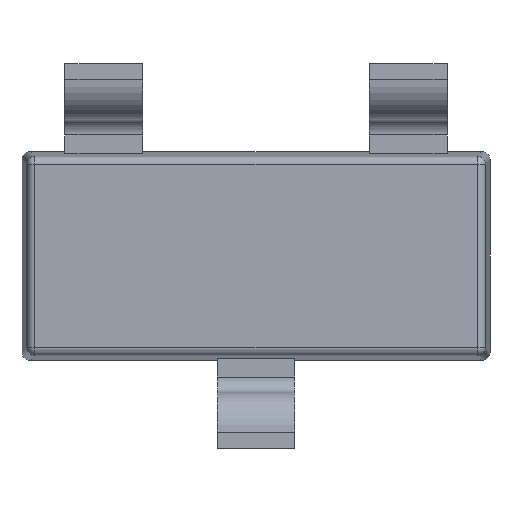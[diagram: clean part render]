
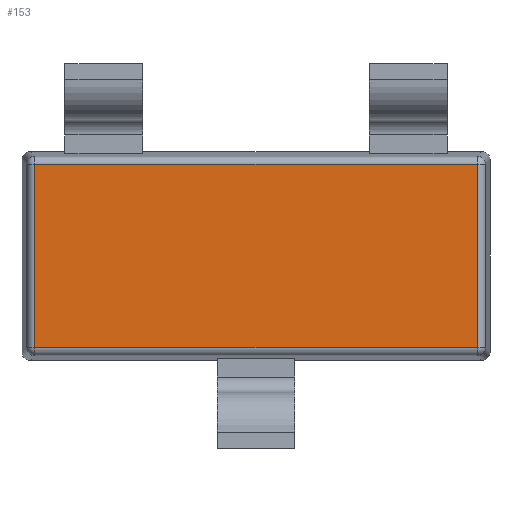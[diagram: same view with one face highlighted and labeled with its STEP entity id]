
A CAD part, front view. The second image highlights one B-rep face of the part: STEP entity #153.
In plain terms, the highlighted planar face has unit normal (0, -1, 0).
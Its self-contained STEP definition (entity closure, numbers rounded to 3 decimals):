
#22 = DIRECTION ( 'NONE',  ( 0., 0., 1. ) ) ;
#32 = CARTESIAN_POINT ( 'NONE',  ( 0., -0.45, 0. ) ) ;
#60 = VERTEX_POINT ( 'NONE', #494 ) ;
#93 = CARTESIAN_POINT ( 'NONE',  ( 1.382, -0.45, 0.572 ) ) ;
#153 = ADVANCED_FACE ( 'NONE', ( #2177 ), #1689, .F. ) ;
#317 = CARTESIAN_POINT ( 'NONE',  ( 1.382, -0.45, 0.619 ) ) ;
#319 = DIRECTION ( 'NONE',  ( 0., 0., -1. ) ) ;
#377 = VECTOR ( 'NONE', #957, 1000. ) ;
#403 = VECTOR ( 'NONE', #319, 1000. ) ;
#428 = VERTEX_POINT ( 'NONE', #93 ) ;
#452 = LINE ( 'NONE', #624, #403 ) ;
#494 = CARTESIAN_POINT ( 'NONE',  ( -1.382, -0.45, 0.572 ) ) ;
#507 = EDGE_CURVE ( 'NONE', #60, #1224, #452, .T. ) ;
#570 = EDGE_CURVE ( 'NONE', #1224, #1609, #614, .T. ) ;
#614 = LINE ( 'NONE', #826, #1212 ) ;
#624 = CARTESIAN_POINT ( 'NONE',  ( -1.382, -0.45, -0.619 ) ) ;
#698 = CARTESIAN_POINT ( 'NONE',  ( -1.382, -0.45, -0.572 ) ) ;
#826 = CARTESIAN_POINT ( 'NONE',  ( 1.429, -0.45, -0.572 ) ) ;
#837 = LINE ( 'NONE', #317, #377 ) ;
#951 = CARTESIAN_POINT ( 'NONE',  ( -1.429, -0.45, 0.572 ) ) ;
#957 = DIRECTION ( 'NONE',  ( 0., 0., 1. ) ) ;
#979 = EDGE_CURVE ( 'NONE', #428, #60, #1970, .T. ) ;
#1046 = DIRECTION ( 'NONE',  ( 0., 1., 0. ) ) ;
#1067 = AXIS2_PLACEMENT_3D ( 'NONE', #32, #1046, #22 ) ;
#1093 = EDGE_CURVE ( 'NONE', #1609, #428, #837, .T. ) ;
#1212 = VECTOR ( 'NONE', #1489, 1000. ) ;
#1223 = EDGE_LOOP ( 'NONE', ( #2155, #2010, #2028, #1914 ) ) ;
#1224 = VERTEX_POINT ( 'NONE', #698 ) ;
#1489 = DIRECTION ( 'NONE',  ( 1., 0., 0. ) ) ;
#1609 = VERTEX_POINT ( 'NONE', #1975 ) ;
#1689 = PLANE ( 'NONE',  #1067 ) ;
#1778 = DIRECTION ( 'NONE',  ( -1., 0., 0. ) ) ;
#1914 = ORIENTED_EDGE ( 'NONE', *, *, #570, .T. ) ;
#1970 = LINE ( 'NONE', #951, #2040 ) ;
#1975 = CARTESIAN_POINT ( 'NONE',  ( 1.382, -0.45, -0.572 ) ) ;
#2010 = ORIENTED_EDGE ( 'NONE', *, *, #979, .T. ) ;
#2028 = ORIENTED_EDGE ( 'NONE', *, *, #507, .T. ) ;
#2040 = VECTOR ( 'NONE', #1778, 1000. ) ;
#2155 = ORIENTED_EDGE ( 'NONE', *, *, #1093, .T. ) ;
#2177 = FACE_OUTER_BOUND ( 'NONE', #1223, .T. ) ;
